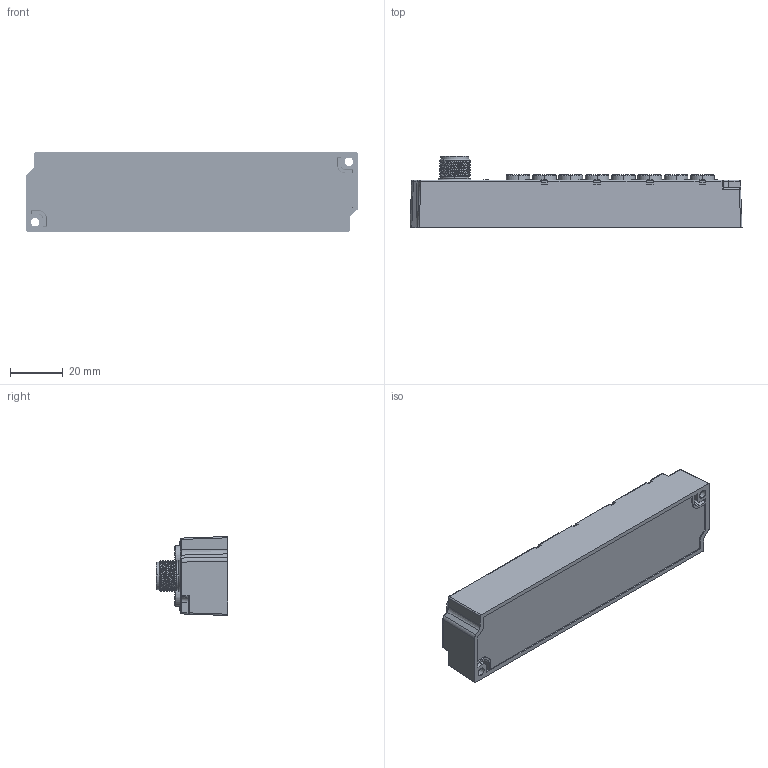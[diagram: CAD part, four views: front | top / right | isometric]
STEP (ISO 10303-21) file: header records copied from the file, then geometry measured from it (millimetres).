
FILE_DESCRIPTION (( 'STEP AP203' ), '1' );
FILE_NAME ('P500.STEP', '2020-04-16T02:12:03', ( 'edpusr' ), ( 'Microsoft' ), 'SwSTEP 2.0', 'SolidWorks 2015', '' );
FILE_SCHEMA (( 'CONFIG_CONTROL_DESIGN' ));
Products named in the file (1): P500
Bounding box: 126 x 27 x 30 mm (x, y, z)
Volume: 71738.6 mm3; surface area: 33719.7 mm2
Topology: 69 solids, 78 shells, 2276 faces, 5438 edges, 3494 vertices
Faces by surface type: cylinder 990, plane 834, cone 241, bspline 153, torus 58
Entity records: 79444 total; most frequent: CARTESIAN_POINT 26917, DIRECTION 11068, ORIENTED_EDGE 10812, EDGE_CURVE 5406, AXIS2_PLACEMENT_3D 4172, VERTEX_POINT 3494, LINE 2724, VECTOR 2724
